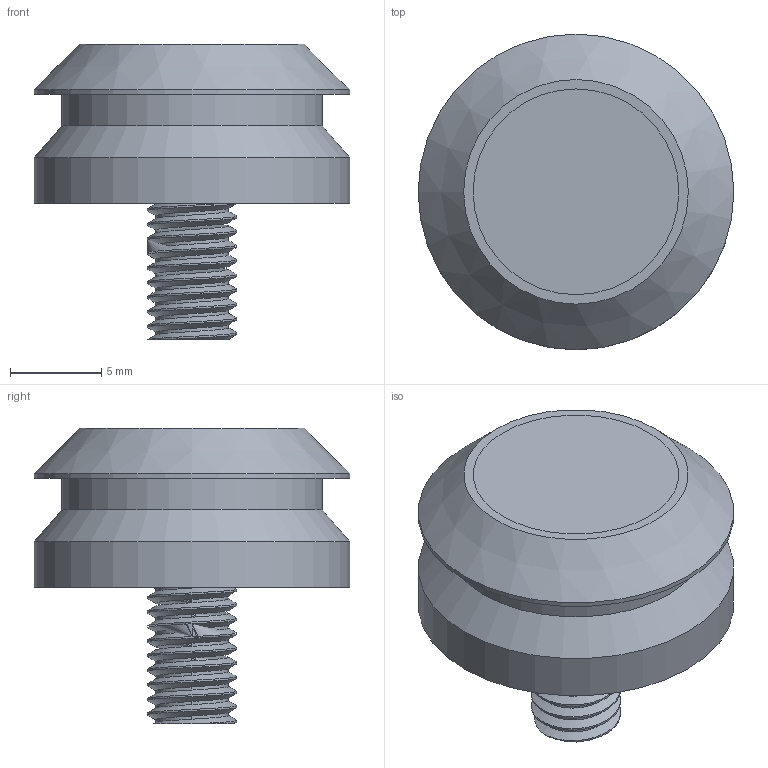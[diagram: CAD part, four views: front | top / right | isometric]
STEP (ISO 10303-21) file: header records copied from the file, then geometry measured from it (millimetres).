
FILE_DESCRIPTION(/* description */ (''),/* implementation_level */ '2;1');
FILE_NAME(/* name */ 'Fidlock_Bolt.step',/* time_stamp */ '2019-04-05T19:05:19-05:00',/* author */ (''),/* organization */ (''),/* preprocessor_version */ 'ST-DEVELOPER v17.2',/* originating_system */ 'Autodesk Translation Framework v7.6.0.251',/* authorisation */ '');
FILE_SCHEMA (('AUTOMOTIVE_DESIGN { 1 0 10303 214 3 1 1 }'));
Length unit declared in the file: millimetre
Products named in the file (2): Fidlock_Bolt; Cap
Assembly tree (1 placements, depth 2):
  Fidlock_Bolt
    Cap
Bounding box: 17.33 x 17.33 x 16.25 mm (x, y, z)
Volume: 1846.8 mm3; surface area: 1372.8 mm2
Topology: 2 solids, 2 shells, 40 faces, 95 edges, 62 vertices
Faces by surface type: cylinder 29, plane 7, cone 2, bspline 2
Full cylindrical faces by diameter (mm): 3.99 x11, 4.901 x10, 11.3 x2, 14.338 x1, 17.33 x2
Entity records: 2559 total; most frequent: CARTESIAN_POINT 1639, ORIENTED_EDGE 190, DIRECTION 153, EDGE_CURVE 95, VERTEX_POINT 62, AXIS2_PLACEMENT_3D 62, B_SPLINE_CURVE_WITH_KNOTS 45, EDGE_LOOP 43
